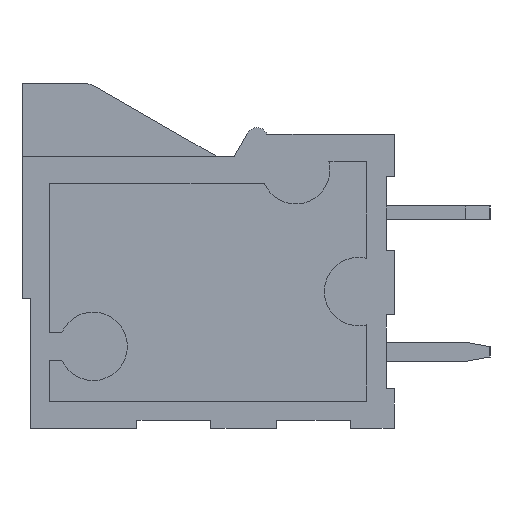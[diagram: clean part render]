
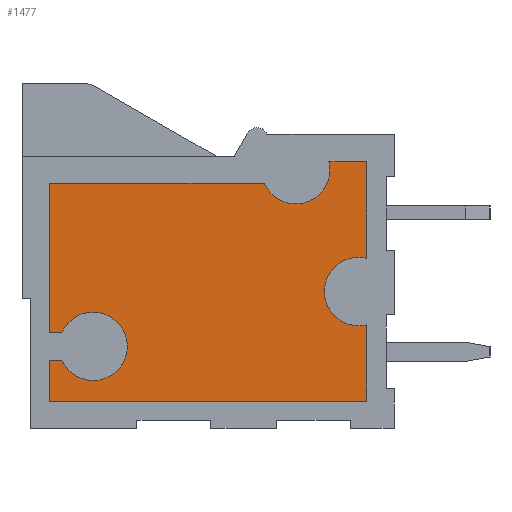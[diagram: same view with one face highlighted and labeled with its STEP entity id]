
A CAD part, left-side view. The second image highlights one B-rep face of the part: STEP entity #1477.
In plain terms, the highlighted planar face has unit normal (-1, 0, 0).
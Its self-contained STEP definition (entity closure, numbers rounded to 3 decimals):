
#75 = EDGE_CURVE('',#76,#78,#80,.T.);
#76 = VERTEX_POINT('',#77);
#77 = CARTESIAN_POINT('',(1.5,12.146,-10.1));
#78 = VERTEX_POINT('',#79);
#79 = CARTESIAN_POINT('',(1.5,11.,-10.85));
#80 = CIRCLE('',#81,1.25);
#81 = AXIS2_PLACEMENT_3D('',#82,#83,#84);
#82 = CARTESIAN_POINT('',(1.5,11.,-9.6));
#83 = DIRECTION('',(-1.,0.,0.));
#84 = DIRECTION('',(0.,0.,1.));
#118 = EDGE_CURVE('',#78,#119,#121,.T.);
#119 = VERTEX_POINT('',#120);
#120 = CARTESIAN_POINT('',(1.5,11.,-8.35));
#121 = CIRCLE('',#122,1.25);
#122 = AXIS2_PLACEMENT_3D('',#123,#124,#125);
#123 = CARTESIAN_POINT('',(1.5,11.,-9.6));
#124 = DIRECTION('',(-1.,0.,0.));
#125 = DIRECTION('',(0.,0.,1.));
#150 = EDGE_CURVE('',#151,#153,#155,.T.);
#151 = VERTEX_POINT('',#152);
#152 = CARTESIAN_POINT('',(1.5,1.3,-6.35));
#153 = VERTEX_POINT('',#154);
#154 = CARTESIAN_POINT('',(1.5,1.3,-8.85));
#155 = CIRCLE('',#156,1.25);
#156 = AXIS2_PLACEMENT_3D('',#157,#158,#159);
#157 = CARTESIAN_POINT('',(1.5,1.3,-7.6));
#158 = DIRECTION('',(-1.,0.,0.));
#159 = DIRECTION('',(0.,0.,1.));
#192 = EDGE_CURVE('',#193,#151,#195,.T.);
#193 = VERTEX_POINT('',#194);
#194 = CARTESIAN_POINT('',(1.5,1.,-6.387));
#195 = CIRCLE('',#196,1.25);
#196 = AXIS2_PLACEMENT_3D('',#197,#198,#199);
#197 = CARTESIAN_POINT('',(1.5,1.3,-7.6));
#198 = DIRECTION('',(-1.,0.,0.));
#199 = DIRECTION('',(0.,0.,1.));
#1205 = EDGE_CURVE('',#153,#1206,#1208,.T.);
#1206 = VERTEX_POINT('',#1207);
#1207 = CARTESIAN_POINT('',(1.5,1.,-8.813));
#1208 = CIRCLE('',#1209,1.25);
#1209 = AXIS2_PLACEMENT_3D('',#1210,#1211,#1212);
#1210 = CARTESIAN_POINT('',(1.5,1.3,-7.6));
#1211 = DIRECTION('',(-1.,0.,0.));
#1212 = DIRECTION('',(0.,0.,1.));
#1231 = EDGE_CURVE('',#1232,#1206,#1234,.T.);
#1232 = VERTEX_POINT('',#1233);
#1233 = CARTESIAN_POINT('',(1.5,1.,-11.6));
#1234 = LINE('',#1235,#1236);
#1235 = CARTESIAN_POINT('',(1.5,1.,0.));
#1236 = VECTOR('',#1237,1.);
#1237 = DIRECTION('',(0.,0.,1.));
#1255 = EDGE_CURVE('',#1256,#1232,#1258,.T.);
#1256 = VERTEX_POINT('',#1257);
#1257 = CARTESIAN_POINT('',(1.5,12.6,-11.6));
#1258 = LINE('',#1259,#1260);
#1259 = CARTESIAN_POINT('',(1.5,0.,-11.6));
#1260 = VECTOR('',#1261,1.);
#1261 = DIRECTION('',(0.,-1.,0.));
#1279 = EDGE_CURVE('',#1256,#1280,#1282,.T.);
#1280 = VERTEX_POINT('',#1281);
#1281 = CARTESIAN_POINT('',(1.5,12.6,-10.1));
#1282 = LINE('',#1283,#1284);
#1283 = CARTESIAN_POINT('',(1.5,12.6,0.));
#1284 = VECTOR('',#1285,1.);
#1285 = DIRECTION('',(0.,0.,1.));
#1303 = EDGE_CURVE('',#1280,#76,#1304,.T.);
#1304 = LINE('',#1305,#1306);
#1305 = CARTESIAN_POINT('',(1.5,0.,-10.1));
#1306 = VECTOR('',#1307,1.);
#1307 = DIRECTION('',(0.,-1.,0.));
#1319 = EDGE_CURVE('',#119,#1320,#1322,.T.);
#1320 = VERTEX_POINT('',#1321);
#1321 = CARTESIAN_POINT('',(1.5,12.146,-9.1));
#1322 = CIRCLE('',#1323,1.25);
#1323 = AXIS2_PLACEMENT_3D('',#1324,#1325,#1326);
#1324 = CARTESIAN_POINT('',(1.5,11.,-9.6));
#1325 = DIRECTION('',(-1.,0.,0.));
#1326 = DIRECTION('',(0.,0.,1.));
#1345 = EDGE_CURVE('',#1346,#1320,#1348,.T.);
#1346 = VERTEX_POINT('',#1347);
#1347 = CARTESIAN_POINT('',(1.5,12.6,-9.1));
#1348 = LINE('',#1349,#1350);
#1349 = CARTESIAN_POINT('',(1.5,0.,-9.1));
#1350 = VECTOR('',#1351,1.);
#1351 = DIRECTION('',(0.,-1.,0.));
#1369 = EDGE_CURVE('',#1346,#1370,#1372,.T.);
#1370 = VERTEX_POINT('',#1371);
#1371 = CARTESIAN_POINT('',(1.5,12.6,-3.65));
#1372 = LINE('',#1373,#1374);
#1373 = CARTESIAN_POINT('',(1.5,12.6,0.));
#1374 = VECTOR('',#1375,1.);
#1375 = DIRECTION('',(0.,0.,1.));
#1393 = EDGE_CURVE('',#1394,#1370,#1396,.T.);
#1394 = VERTEX_POINT('',#1395);
#1395 = CARTESIAN_POINT('',(1.5,4.746,-3.65));
#1396 = LINE('',#1397,#1398);
#1397 = CARTESIAN_POINT('',(1.5,0.,-3.65));
#1398 = VECTOR('',#1399,1.);
#1399 = DIRECTION('',(0.,1.,0.));
#1417 = EDGE_CURVE('',#1394,#1418,#1420,.T.);
#1418 = VERTEX_POINT('',#1419);
#1419 = CARTESIAN_POINT('',(1.5,2.387,-2.85));
#1420 = CIRCLE('',#1421,1.25);
#1421 = AXIS2_PLACEMENT_3D('',#1422,#1423,#1424);
#1422 = CARTESIAN_POINT('',(1.5,3.6,-3.15));
#1423 = DIRECTION('',(-1.,0.,0.));
#1424 = DIRECTION('',(0.,0.,1.));
#1442 = EDGE_CURVE('',#1418,#1443,#1445,.T.);
#1443 = VERTEX_POINT('',#1444);
#1444 = CARTESIAN_POINT('',(1.5,1.,-2.85));
#1445 = LINE('',#1446,#1447);
#1446 = CARTESIAN_POINT('',(1.5,0.,-2.85));
#1447 = VECTOR('',#1448,1.);
#1448 = DIRECTION('',(0.,-1.,0.));
#1466 = EDGE_CURVE('',#193,#1443,#1467,.T.);
#1467 = LINE('',#1468,#1469);
#1468 = CARTESIAN_POINT('',(1.5,1.,0.));
#1469 = VECTOR('',#1470,1.);
#1470 = DIRECTION('',(0.,0.,1.));
#1477 = ADVANCED_FACE('',(#1478),#1496,.T.);
#1478 = FACE_BOUND('',#1479,.T.);
#1479 = EDGE_LOOP('',(#1480,#1481,#1482,#1483,#1484,#1485,#1486,#1487,
    #1488,#1489,#1490,#1491,#1492,#1493,#1494,#1495));
#1480 = ORIENTED_EDGE('',*,*,#192,.F.);
#1481 = ORIENTED_EDGE('',*,*,#1466,.T.);
#1482 = ORIENTED_EDGE('',*,*,#1442,.F.);
#1483 = ORIENTED_EDGE('',*,*,#1417,.F.);
#1484 = ORIENTED_EDGE('',*,*,#1393,.T.);
#1485 = ORIENTED_EDGE('',*,*,#1369,.F.);
#1486 = ORIENTED_EDGE('',*,*,#1345,.T.);
#1487 = ORIENTED_EDGE('',*,*,#1319,.F.);
#1488 = ORIENTED_EDGE('',*,*,#118,.F.);
#1489 = ORIENTED_EDGE('',*,*,#75,.F.);
#1490 = ORIENTED_EDGE('',*,*,#1303,.F.);
#1491 = ORIENTED_EDGE('',*,*,#1279,.F.);
#1492 = ORIENTED_EDGE('',*,*,#1255,.T.);
#1493 = ORIENTED_EDGE('',*,*,#1231,.T.);
#1494 = ORIENTED_EDGE('',*,*,#1205,.F.);
#1495 = ORIENTED_EDGE('',*,*,#150,.F.);
#1496 = PLANE('',#1497);
#1497 = AXIS2_PLACEMENT_3D('',#1498,#1499,#1500);
#1498 = CARTESIAN_POINT('',(1.5,0.,0.));
#1499 = DIRECTION('',(-1.,0.,0.));
#1500 = DIRECTION('',(0.,0.,1.));
